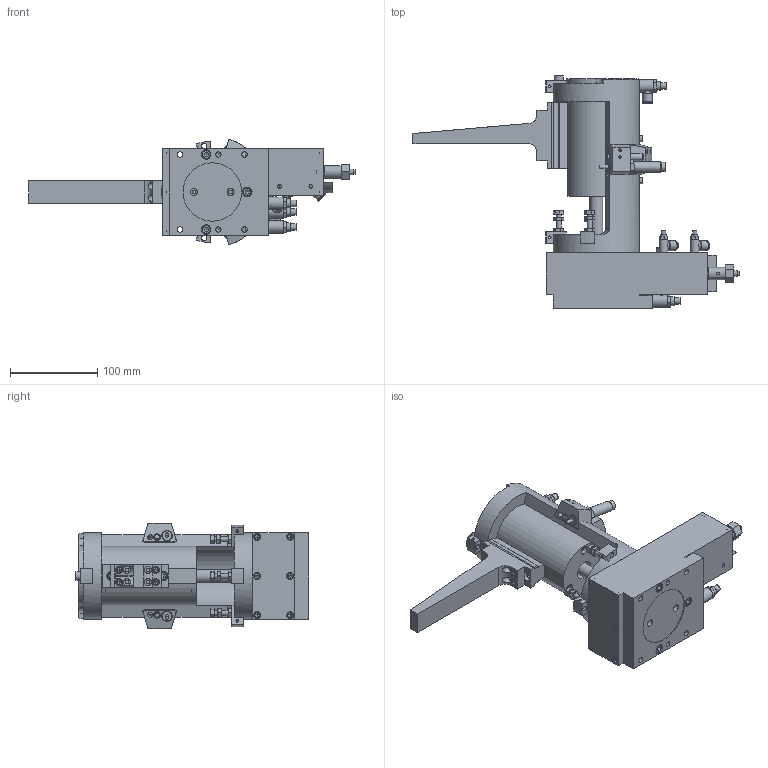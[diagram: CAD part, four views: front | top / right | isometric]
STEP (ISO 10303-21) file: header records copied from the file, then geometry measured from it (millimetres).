
FILE_DESCRIPTION((''),'2;1');
FILE_NAME('BP103AH-E-2-C60-180-_-_.stp','2015-04-08T07:54:31',('miemmola'),(''),'Autodesk Inventor 2012','Autodesk Inventor 2012','');
FILE_SCHEMA(('AUTOMOTIVE_DESIGN { 1 0 10303 214 1 1 1 1 }'));
Length unit declared in the file: millimetre
Products named in the file (3): Ensemble1; 7030000_Enveloppe_1; 7030000_Enveloppe_2
Assembly tree (2 placements, depth 2):
  Ensemble1
    7030000_Enveloppe_1
    7030000_Enveloppe_2
Bounding box: 373.5 x 267 x 121.24 mm (x, y, z)
Volume: 1594729.2 mm3; surface area: 378221.3 mm2
Topology: 3 solids, 67 shells, 1761 faces, 4026 edges, 2585 vertices
Faces by surface type: plane 852, cylinder 540, cone 307, torus 57, sphere 5
Full cylindrical faces by diameter (mm): 2 x1, 2.5 x3, 2.6 x2, 3 x11, 3.242 x37, 3.3 x1, 3.5 x2, 4 x24, 4.134 x16, 4.2 x4, 4.3 x22, 4.8 x2, 4.917 x20, 5 x9, 5.3 x8, 5.459 x9, 5.5 x7, 5.7 x1, 5.8 x1, 6 x42, 6.1 x8, 6.2 x1, 6.3 x4, 6.4 x11, 6.647 x4, 7 x18, 7.459 x2, 7.5 x2, 7.62 x4, 8 x38
Entity records: 48052 total; most frequent: CARTESIAN_POINT 11291, DIRECTION 7401, ORIENTED_EDGE 6086, AXIS2_PLACEMENT_3D 3176, EDGE_CURVE 3043, EDGE_LOOP 2802, VERTEX_POINT 2271, FACE_OUTER_BOUND 1761
